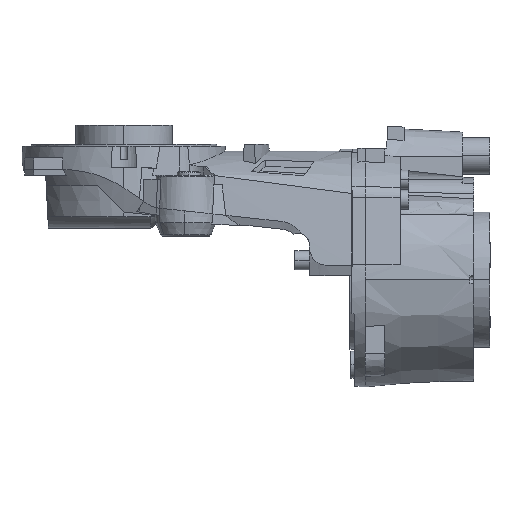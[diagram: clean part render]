
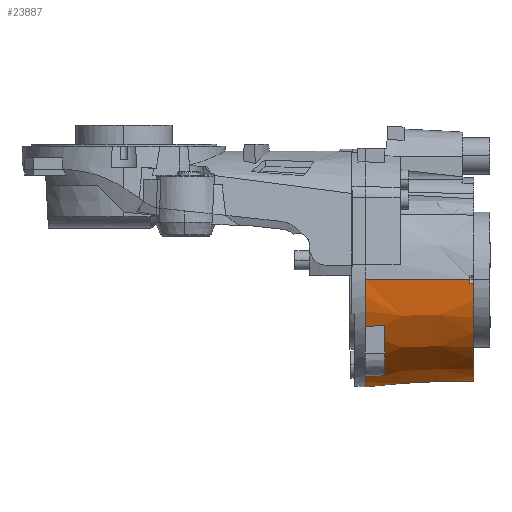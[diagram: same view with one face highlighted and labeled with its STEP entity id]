
A CAD part, front view. The second image highlights one B-rep face of the part: STEP entity #23887.
In plain terms, the highlighted conical face has half-angle 3 degrees and reference radius 55.564 mm.
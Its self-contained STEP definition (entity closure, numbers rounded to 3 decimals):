
#334 = DIRECTION ( 'NONE',  ( 0., -1., 0. ) ) ;
#386 = AXIS2_PLACEMENT_3D ( 'NONE', #25290, #7211, #11221 ) ;
#512 = CARTESIAN_POINT ( 'NONE',  ( 179.676, -52.659, -82. ) ) ;
#636 = VECTOR ( 'NONE', #11272, 1000. ) ;
#1534 = CARTESIAN_POINT ( 'NONE',  ( 125.009, 0.002, -80. ) ) ;
#2204 = VERTEX_POINT ( 'NONE', #6523 ) ;
#2214 = B_SPLINE_CURVE_WITH_KNOTS ( 'NONE', 3,
 ( #26547, #2823, #7568, #21642 ),
 .UNSPECIFIED., .F., .F.,
 ( 4, 4 ),
 ( 0., 0.01 ),
 .UNSPECIFIED. ) ;
#2430 = DIRECTION ( 'NONE',  ( 0., -1., 0. ) ) ;
#2488 = DIRECTION ( 'NONE',  ( 1., 0., 0. ) ) ;
#2811 = CARTESIAN_POINT ( 'NONE',  ( 128.342, 49.885, -104.074 ) ) ;
#2823 = CARTESIAN_POINT ( 'NONE',  ( 128.342, -49.882, -104.074 ) ) ;
#2971 = CARTESIAN_POINT ( 'NONE',  ( 179.009, -52.694, -82. ) ) ;
#3057 = B_SPLINE_CURVE_WITH_KNOTS ( 'NONE', 3,
 ( #5642, #3346, #3654, #3811 ),
 .UNSPECIFIED., .F., .F.,
 ( 4, 4 ),
 ( 0., 0.01 ),
 .UNSPECIFIED. ) ;
#3088 = AXIS2_PLACEMENT_3D ( 'NONE', #24473, #3660, #22321 ) ;
#3311 = AXIS2_PLACEMENT_3D ( 'NONE', #23449, #2488, #334 ) ;
#3346 = CARTESIAN_POINT ( 'NONE',  ( 131.676, -23.912, -129.767 ) ) ;
#3546 = VERTEX_POINT ( 'NONE', #8212 ) ;
#3654 = CARTESIAN_POINT ( 'NONE',  ( 128.342, -24.073, -129.884 ) ) ;
#3660 = DIRECTION ( 'NONE',  ( -1., 0., 0. ) ) ;
#3799 = CARTESIAN_POINT ( 'NONE',  ( 125.009, -49.998, -104.235 ) ) ;
#3811 = CARTESIAN_POINT ( 'NONE',  ( 125.009, -24.233, -130. ) ) ;
#3953 = CARTESIAN_POINT ( 'NONE',  ( 125.009, 50.002, -104.235 ) ) ;
#4404 = LINE ( 'NONE', #13747, #15306 ) ;
#4737 = DIRECTION ( 'NONE',  ( 0., -1., 0. ) ) ;
#4844 = VERTEX_POINT ( 'NONE', #13437 ) ;
#5079 = AXIS2_PLACEMENT_3D ( 'NONE', #28009, #25704, #4737 ) ;
#5536 = VERTEX_POINT ( 'NONE', #17146 ) ;
#5642 = CARTESIAN_POINT ( 'NONE',  ( 135.009, -23.75, -129.651 ) ) ;
#5801 = B_SPLINE_CURVE_WITH_KNOTS ( 'NONE', 3,
 ( #28383, #21492, #512, #2971 ),
 .UNSPECIFIED., .F., .F.,
 ( 4, 4 ),
 ( 0., 1. ),
 .UNSPECIFIED. ) ;
#5850 = CARTESIAN_POINT ( 'NONE',  ( 135.009, 49.653, -103.752 ) ) ;
#5942 = CARTESIAN_POINT ( 'NONE',  ( 125.009, 24.237, -130. ) ) ;
#6146 = EDGE_CURVE ( 'NONE', #2204, #3546, #4404, .T. ) ;
#6523 = CARTESIAN_POINT ( 'NONE',  ( 179.009, -52.732, -80. ) ) ;
#6719 = EDGE_CURVE ( 'NONE', #29307, #25677, #11079, .T. ) ;
#7211 = DIRECTION ( 'NONE',  ( 1., 0., 0. ) ) ;
#7212 = ORIENTED_EDGE ( 'NONE', *, *, #6719, .T. ) ;
#7492 = DIRECTION ( 'NONE',  ( 0., -1., 0. ) ) ;
#7534 = CARTESIAN_POINT ( 'NONE',  ( 179.009, -52.694, -82. ) ) ;
#7537 = AXIS2_PLACEMENT_3D ( 'NONE', #8873, #27996, #2430 ) ;
#7568 = CARTESIAN_POINT ( 'NONE',  ( 131.676, -49.765, -103.914 ) ) ;
#8212 = CARTESIAN_POINT ( 'NONE',  ( 125.009, -55.562, -80. ) ) ;
#8741 = DIRECTION ( 'NONE',  ( 1., 0., 0. ) ) ;
#8873 = CARTESIAN_POINT ( 'NONE',  ( 125.009, 0.002, -80. ) ) ;
#9262 = ORIENTED_EDGE ( 'NONE', *, *, #16277, .T. ) ;
#10276 = CARTESIAN_POINT ( 'NONE',  ( 125.009, 24.237, -130. ) ) ;
#10404 = EDGE_CURVE ( 'NONE', #25677, #26718, #15860, .T. ) ;
#10737 = DIRECTION ( 'NONE',  ( 0., -1., 0. ) ) ;
#10847 = ORIENTED_EDGE ( 'NONE', *, *, #6146, .T. ) ;
#11079 = B_SPLINE_CURVE_WITH_KNOTS ( 'NONE', 3,
 ( #5850, #26680, #2811, #24237 ),
 .UNSPECIFIED., .F., .F.,
 ( 4, 4 ),
 ( 0., 0.01 ),
 .UNSPECIFIED. ) ;
#11221 = DIRECTION ( 'NONE',  ( 0., -1., 0. ) ) ;
#11271 = ORIENTED_EDGE ( 'NONE', *, *, #12912, .T. ) ;
#11272 = DIRECTION ( 'NONE',  ( -0.999, 0.052, 0. ) ) ;
#11419 = CARTESIAN_POINT ( 'NONE',  ( 125.009, 55.565, -80. ) ) ;
#11460 = VERTEX_POINT ( 'NONE', #7534 ) ;
#11645 = EDGE_CURVE ( 'NONE', #3546, #15141, #19477, .T. ) ;
#11853 = VERTEX_POINT ( 'NONE', #5942 ) ;
#11980 = CARTESIAN_POINT ( 'NONE',  ( 128.342, 24.076, -129.884 ) ) ;
#12619 = CARTESIAN_POINT ( 'NONE',  ( 181.009, -52.589, -82. ) ) ;
#12851 = CARTESIAN_POINT ( 'NONE',  ( 135.009, 49.653, -103.752 ) ) ;
#12912 = EDGE_CURVE ( 'NONE', #4844, #29307, #30222, .T. ) ;
#12925 = ORIENTED_EDGE ( 'NONE', *, *, #27383, .F. ) ;
#12926 = ORIENTED_EDGE ( 'NONE', *, *, #14646, .T. ) ;
#13437 = CARTESIAN_POINT ( 'NONE',  ( 135.009, 23.754, -129.651 ) ) ;
#13486 = DIRECTION ( 'NONE',  ( 0., -1., 0. ) ) ;
#13679 = CARTESIAN_POINT ( 'NONE',  ( 125.009, 55.565, -80. ) ) ;
#13747 = CARTESIAN_POINT ( 'NONE',  ( 125.009, -55.562, -80. ) ) ;
#13806 = ORIENTED_EDGE ( 'NONE', *, *, #20566, .T. ) ;
#13876 = VERTEX_POINT ( 'NONE', #12619 ) ;
#14646 = EDGE_CURVE ( 'NONE', #29881, #11853, #24087, .T. ) ;
#15141 = VERTEX_POINT ( 'NONE', #3799 ) ;
#15295 = EDGE_LOOP ( 'NONE', ( #12925, #19566, #16256, #19918, #10847, #19440, #29459, #13806, #19022, #12926, #9262, #11271, #7212, #27872 ) ) ;
#15306 = VECTOR ( 'NONE', #25369, 1000. ) ;
#15613 = EDGE_CURVE ( 'NONE', #13876, #11460, #5801, .T. ) ;
#15789 = DIRECTION ( 'NONE',  ( 1., 0., 0. ) ) ;
#15860 = CIRCLE ( 'NONE', #5079, 55.564 ) ;
#16014 = CARTESIAN_POINT ( 'NONE',  ( 135.009, -49.649, -103.752 ) ) ;
#16256 = ORIENTED_EDGE ( 'NONE', *, *, #15613, .T. ) ;
#16277 = EDGE_CURVE ( 'NONE', #11853, #4844, #25350, .T. ) ;
#16517 = CARTESIAN_POINT ( 'NONE',  ( 135.009, -23.75, -129.651 ) ) ;
#16636 = EDGE_CURVE ( 'NONE', #5536, #13876, #19700, .T. ) ;
#16813 = EDGE_CURVE ( 'NONE', #24070, #29881, #3057, .T. ) ;
#17042 = AXIS2_PLACEMENT_3D ( 'NONE', #29416, #8741, #10737 ) ;
#17146 = CARTESIAN_POINT ( 'NONE',  ( 181.009, 52.631, -80. ) ) ;
#17943 = CARTESIAN_POINT ( 'NONE',  ( 131.676, 23.915, -129.767 ) ) ;
#18034 = CIRCLE ( 'NONE', #386, 55.04 ) ;
#18445 = CARTESIAN_POINT ( 'NONE',  ( 125.009, -24.233, -130. ) ) ;
#19022 = ORIENTED_EDGE ( 'NONE', *, *, #16813, .T. ) ;
#19440 = ORIENTED_EDGE ( 'NONE', *, *, #11645, .T. ) ;
#19477 = CIRCLE ( 'NONE', #17042, 55.564 ) ;
#19566 = ORIENTED_EDGE ( 'NONE', *, *, #16636, .T. ) ;
#19700 = CIRCLE ( 'NONE', #22124, 52.629 ) ;
#19918 = ORIENTED_EDGE ( 'NONE', *, *, #28749, .T. ) ;
#20078 = CARTESIAN_POINT ( 'NONE',  ( 135.009, 23.754, -129.651 ) ) ;
#20566 = EDGE_CURVE ( 'NONE', #25310, #24070, #18034, .T. ) ;
#20740 = CONICAL_SURFACE ( 'NONE', #7537, 55.564, 0.052 ) ;
#21492 = CARTESIAN_POINT ( 'NONE',  ( 180.342, -52.624, -82. ) ) ;
#21642 = CARTESIAN_POINT ( 'NONE',  ( 135.009, -49.649, -103.752 ) ) ;
#22124 = AXIS2_PLACEMENT_3D ( 'NONE', #26471, #24020, #7492 ) ;
#22321 = DIRECTION ( 'NONE',  ( 0., -1., 0. ) ) ;
#23449 = CARTESIAN_POINT ( 'NONE',  ( 135.009, 0.002, -80. ) ) ;
#23887 = ADVANCED_FACE ( 'NONE', ( #30153 ), #20740, .T. ) ;
#24020 = DIRECTION ( 'NONE',  ( -1., 0., 0. ) ) ;
#24070 = VERTEX_POINT ( 'NONE', #16517 ) ;
#24087 = CIRCLE ( 'NONE', #28959, 55.564 ) ;
#24237 = CARTESIAN_POINT ( 'NONE',  ( 125.009, 50.002, -104.235 ) ) ;
#24473 = CARTESIAN_POINT ( 'NONE',  ( 179.009, 0.002, -80. ) ) ;
#25290 = CARTESIAN_POINT ( 'NONE',  ( 135.009, 0.002, -80. ) ) ;
#25310 = VERTEX_POINT ( 'NONE', #16014 ) ;
#25343 = LINE ( 'NONE', #11419, #636 ) ;
#25350 = B_SPLINE_CURVE_WITH_KNOTS ( 'NONE', 3,
 ( #10276, #11980, #17943, #20078 ),
 .UNSPECIFIED., .F., .F.,
 ( 4, 4 ),
 ( 0., 0.01 ),
 .UNSPECIFIED. ) ;
#25369 = DIRECTION ( 'NONE',  ( -0.999, -0.052, 0. ) ) ;
#25579 = CIRCLE ( 'NONE', #3088, 52.734 ) ;
#25677 = VERTEX_POINT ( 'NONE', #3953 ) ;
#25704 = DIRECTION ( 'NONE',  ( 1., 0., 0. ) ) ;
#26471 = CARTESIAN_POINT ( 'NONE',  ( 181.009, 0.002, -80. ) ) ;
#26547 = CARTESIAN_POINT ( 'NONE',  ( 125.009, -49.998, -104.235 ) ) ;
#26680 = CARTESIAN_POINT ( 'NONE',  ( 131.676, 49.769, -103.914 ) ) ;
#26718 = VERTEX_POINT ( 'NONE', #13679 ) ;
#27383 = EDGE_CURVE ( 'NONE', #5536, #26718, #25343, .T. ) ;
#27516 = EDGE_CURVE ( 'NONE', #15141, #25310, #2214, .T. ) ;
#27872 = ORIENTED_EDGE ( 'NONE', *, *, #10404, .T. ) ;
#27996 = DIRECTION ( 'NONE',  ( -1., 0., 0. ) ) ;
#28009 = CARTESIAN_POINT ( 'NONE',  ( 125.009, 0.002, -80. ) ) ;
#28383 = CARTESIAN_POINT ( 'NONE',  ( 181.009, -52.589, -82. ) ) ;
#28749 = EDGE_CURVE ( 'NONE', #11460, #2204, #25579, .T. ) ;
#28959 = AXIS2_PLACEMENT_3D ( 'NONE', #1534, #15789, #13486 ) ;
#29307 = VERTEX_POINT ( 'NONE', #12851 ) ;
#29416 = CARTESIAN_POINT ( 'NONE',  ( 125.009, 0.002, -80. ) ) ;
#29459 = ORIENTED_EDGE ( 'NONE', *, *, #27516, .T. ) ;
#29881 = VERTEX_POINT ( 'NONE', #18445 ) ;
#30153 = FACE_OUTER_BOUND ( 'NONE', #15295, .T. ) ;
#30222 = CIRCLE ( 'NONE', #3311, 55.04 ) ;
